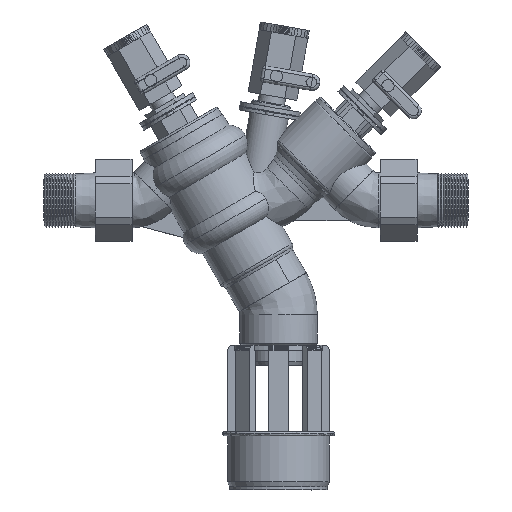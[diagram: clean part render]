
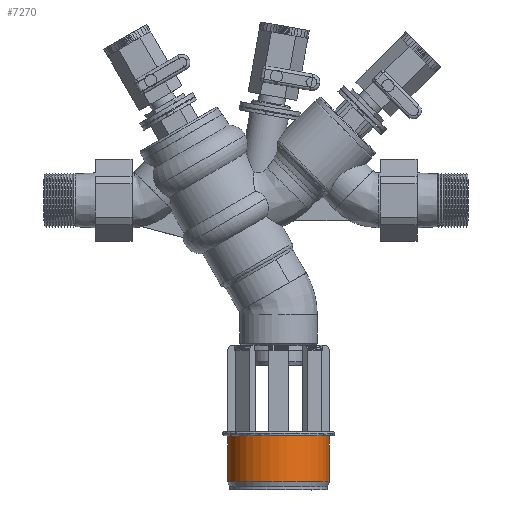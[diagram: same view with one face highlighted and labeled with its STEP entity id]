
A CAD part, front view. The second image highlights one B-rep face of the part: STEP entity #7270.
In plain terms, the highlighted cylindrical face has radius 25 mm (diameter 50 mm), a partial arc.
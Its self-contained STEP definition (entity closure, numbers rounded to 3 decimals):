
#5790=VERTEX_POINT('',#16241);
#6006=VERTEX_POINT('',#16477);
#6666=VERTEX_POINT('',#17207);
#7270=ADVANCED_FACE('',(#17870),#17871,.T.);
#9016=EDGE_CURVE('',#6006,#6666,#19773,.T.);
#9698=EDGE_CURVE('',#6006,#14670,#20515,.T.);
#10380=EDGE_CURVE('',#13056,#5790,#21266,.T.);
#12644=EDGE_CURVE('',#5790,#6666,#23744,.T.);
#13056=VERTEX_POINT('',#24185);
#13248=EDGE_CURVE('',#13056,#14670,#24408,.T.);
#14670=VERTEX_POINT('',#25976);
#16241=CARTESIAN_POINT('',(11.998,-25.,-138.2));
#16477=CARTESIAN_POINT('',(-13.,0.,-115.7));
#17207=CARTESIAN_POINT('',(-13.,0.,-138.2));
#17870=FACE_OUTER_BOUND('',#31491,.T.);
#17871=CYLINDRICAL_SURFACE('',#31492,25.0);
#19773=LINE('',#35933,#35934);
#20515=CIRCLE('',#37279,25.0);
#21266=CIRCLE('',#39019,25.0);
#23744=CIRCLE('',#52245,25.0);
#24185=CARTESIAN_POINT('',(37.,0.,-138.2));
#24408=LINE('',#53375,#53376);
#25976=CARTESIAN_POINT('',(37.,0.0,-115.7));
#31491=EDGE_LOOP('',(#69149,#69150,#69151,#69152,#69153));
#31492=AXIS2_PLACEMENT_3D('',#69154,#69155,#69156);
#35933=CARTESIAN_POINT('',(-13.,0.,-126.95));
#35934=VECTOR('',#71180,1.0);
#37279=AXIS2_PLACEMENT_3D('',#72028,#72029,#72030);
#39019=AXIS2_PLACEMENT_3D('',#72877,#72878,#72879);
#52245=AXIS2_PLACEMENT_3D('',#75450,#75451,#75452);
#53375=CARTESIAN_POINT('',(37.,0.,-126.95));
#53376=VECTOR('',#76170,1.0);
#69149=ORIENTED_EDGE('',*,*,#13248,.T.);
#69150=ORIENTED_EDGE('',*,*,#9698,.F.);
#69151=ORIENTED_EDGE('',*,*,#9016,.T.);
#69152=ORIENTED_EDGE('',*,*,#12644,.F.);
#69153=ORIENTED_EDGE('',*,*,#10380,.F.);
#69154=CARTESIAN_POINT('',(12.,0.0,-126.95));
#69155=DIRECTION('',(0.,-0.0,-1.));
#69156=DIRECTION('',(1.,0.0,0.));
#71180=DIRECTION('',(0.,-0.0,-1.));
#72028=CARTESIAN_POINT('',(12.,0.0,-115.7));
#72029=DIRECTION('',(0.,-0.0,1.));
#72030=DIRECTION('',(1.,0.0,0.));
#72877=CARTESIAN_POINT('',(12.,0.0,-138.2));
#72878=DIRECTION('',(0.,0.0,-1.));
#72879=DIRECTION('',(1.,0.0,0.));
#75450=CARTESIAN_POINT('',(12.,0.0,-138.2));
#75451=DIRECTION('',(0.,0.0,-1.));
#75452=DIRECTION('',(1.,0.0,0.));
#76170=DIRECTION('',(0.,0.0,1.));
